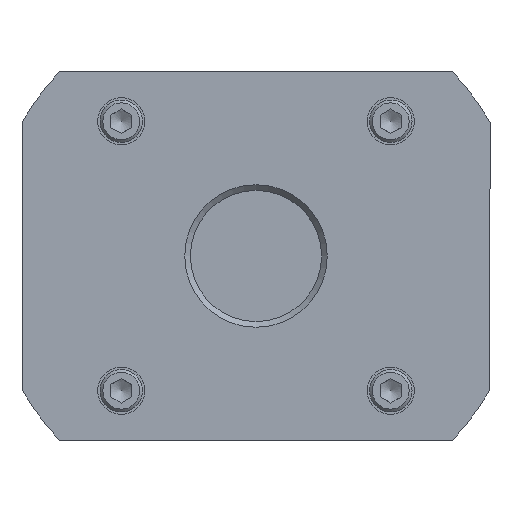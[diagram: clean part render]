
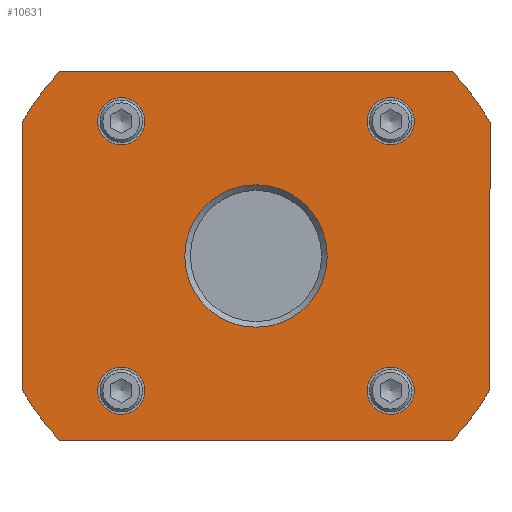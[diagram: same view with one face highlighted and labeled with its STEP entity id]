
A CAD part, front view. The second image highlights one B-rep face of the part: STEP entity #10631.
In plain terms, the highlighted planar face has unit normal (0, -1, 0).
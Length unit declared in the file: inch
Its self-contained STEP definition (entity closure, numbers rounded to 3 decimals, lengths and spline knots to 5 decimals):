
#10485=CARTESIAN_POINT('',(-0.62813,0.,0.));
#10486=VERTEX_POINT('',#10485);
#10487=CARTESIAN_POINT('',(0.0,0.0,0.0));
#10488=DIRECTION('',(0.0,-1.0,0.0));
#10489=DIRECTION('',(1.0,0.0,0.0));
#10490=AXIS2_PLACEMENT_3D('',#10487,#10488,#10489);
#10491=CIRCLE('',#10490,0.62813);
#10492=EDGE_CURVE('',#10486,#10486,#10491,.T.);
#10509=CARTESIAN_POINT('',(0.,0.,0.));
#10510=DIRECTION('',(0.0,1.0,0.0));
#10511=DIRECTION('',(0.0,0.0,-1.0));
#10512=AXIS2_PLACEMENT_3D('',#10509,#10510,#10511);
#10513=PLANE('',#10512);
#10514=CARTESIAN_POINT('',(1.73205,0.,1.625));
#10515=VERTEX_POINT('',#10514);
#10516=CARTESIAN_POINT('',(2.0625,0.,1.17759));
#10517=VERTEX_POINT('',#10516);
#10518=CARTESIAN_POINT('',(0.0,0.0,0.0));
#10519=DIRECTION('',(0.0,1.0,0.0));
#10520=DIRECTION('',(1.0,0.0,0.0));
#10521=AXIS2_PLACEMENT_3D('',#10518,#10519,#10520);
#10522=CIRCLE('',#10521,2.375);
#10523=EDGE_CURVE('',#10515,#10517,#10522,.T.);
#10524=ORIENTED_EDGE('',*,*,#10523,.F.);
#10525=CARTESIAN_POINT('',(-1.73205,0.,1.625));
#10526=VERTEX_POINT('',#10525);
#10527=CARTESIAN_POINT('',(-1.73205,0.,1.625));
#10528=DIRECTION('',(1.0,0.0,0.0));
#10529=VECTOR('',#10528,3.4641);
#10530=LINE('',#10527,#10529);
#10531=EDGE_CURVE('',#10526,#10515,#10530,.T.);
#10532=ORIENTED_EDGE('',*,*,#10531,.F.);
#10533=CARTESIAN_POINT('',(-2.0625,0.,1.17759));
#10534=VERTEX_POINT('',#10533);
#10535=CARTESIAN_POINT('',(0.0,0.0,0.0));
#10536=DIRECTION('',(0.0,1.0,0.0));
#10537=DIRECTION('',(1.0,0.0,0.0));
#10538=AXIS2_PLACEMENT_3D('',#10535,#10536,#10537);
#10539=CIRCLE('',#10538,2.375);
#10540=EDGE_CURVE('',#10534,#10526,#10539,.T.);
#10541=ORIENTED_EDGE('',*,*,#10540,.F.);
#10542=CARTESIAN_POINT('',(-2.0625,0.,-1.17759));
#10543=VERTEX_POINT('',#10542);
#10544=CARTESIAN_POINT('',(-2.0625,0.,-1.17759));
#10545=DIRECTION('',(0.0,0.0,1.0));
#10546=VECTOR('',#10545,2.35518);
#10547=LINE('',#10544,#10546);
#10548=EDGE_CURVE('',#10543,#10534,#10547,.T.);
#10549=ORIENTED_EDGE('',*,*,#10548,.F.);
#10550=CARTESIAN_POINT('',(-1.73205,0.,-1.625));
#10551=VERTEX_POINT('',#10550);
#10552=CARTESIAN_POINT('',(0.0,0.0,0.0));
#10553=DIRECTION('',(0.0,1.0,0.0));
#10554=DIRECTION('',(1.0,0.0,0.0));
#10555=AXIS2_PLACEMENT_3D('',#10552,#10553,#10554);
#10556=CIRCLE('',#10555,2.375);
#10557=EDGE_CURVE('',#10551,#10543,#10556,.T.);
#10558=ORIENTED_EDGE('',*,*,#10557,.F.);
#10559=CARTESIAN_POINT('',(1.73205,0.,-1.625));
#10560=VERTEX_POINT('',#10559);
#10561=CARTESIAN_POINT('',(1.73205,0.,-1.625));
#10562=DIRECTION('',(-1.0,0.0,0.0));
#10563=VECTOR('',#10562,3.4641);
#10564=LINE('',#10561,#10563);
#10565=EDGE_CURVE('',#10560,#10551,#10564,.T.);
#10566=ORIENTED_EDGE('',*,*,#10565,.F.);
#10567=CARTESIAN_POINT('',(2.0625,0.,-1.17759));
#10568=VERTEX_POINT('',#10567);
#10569=CARTESIAN_POINT('',(0.0,0.0,0.0));
#10570=DIRECTION('',(0.0,1.0,0.0));
#10571=DIRECTION('',(1.0,0.0,0.0));
#10572=AXIS2_PLACEMENT_3D('',#10569,#10570,#10571);
#10573=CIRCLE('',#10572,2.375);
#10574=EDGE_CURVE('',#10568,#10560,#10573,.T.);
#10575=ORIENTED_EDGE('',*,*,#10574,.F.);
#10576=CARTESIAN_POINT('',(2.0625,0.,1.17759));
#10577=DIRECTION('',(0.0,0.0,-1.0));
#10578=VECTOR('',#10577,2.35518);
#10579=LINE('',#10576,#10578);
#10580=EDGE_CURVE('',#10517,#10568,#10579,.T.);
#10581=ORIENTED_EDGE('',*,*,#10580,.F.);
#10582=EDGE_LOOP('',(#10524,#10532,#10541,#10549,#10558,#10566,#10575,#10581));
#10583=FACE_OUTER_BOUND('',#10582,.T.);
#10584=CARTESIAN_POINT('',(-1.395,0.,1.1875));
#10585=VERTEX_POINT('',#10584);
#10586=CARTESIAN_POINT('',(-1.1875,0.,1.1875));
#10587=DIRECTION('',(0.0,1.0,0.0));
#10588=DIRECTION('',(-1.0,0.0,0.0));
#10589=AXIS2_PLACEMENT_3D('',#10586,#10587,#10588);
#10590=CIRCLE('',#10589,0.2075);
#10591=EDGE_CURVE('',#10585,#10585,#10590,.T.);
#10592=ORIENTED_EDGE('',*,*,#10591,.T.);
#10593=EDGE_LOOP('',(#10592));
#10594=FACE_BOUND('',#10593,.T.);
#10595=CARTESIAN_POINT('',(0.98,0.,1.1875));
#10596=VERTEX_POINT('',#10595);
#10597=CARTESIAN_POINT('',(1.1875,0.,1.1875));
#10598=DIRECTION('',(0.0,1.0,0.0));
#10599=DIRECTION('',(-1.0,0.0,0.0));
#10600=AXIS2_PLACEMENT_3D('',#10597,#10598,#10599);
#10601=CIRCLE('',#10600,0.2075);
#10602=EDGE_CURVE('',#10596,#10596,#10601,.T.);
#10603=ORIENTED_EDGE('',*,*,#10602,.T.);
#10604=EDGE_LOOP('',(#10603));
#10605=FACE_BOUND('',#10604,.T.);
#10606=CARTESIAN_POINT('',(-1.395,0.,-1.1875));
#10607=VERTEX_POINT('',#10606);
#10608=CARTESIAN_POINT('',(-1.1875,0.,-1.1875));
#10609=DIRECTION('',(0.0,1.0,0.0));
#10610=DIRECTION('',(-1.0,0.0,0.0));
#10611=AXIS2_PLACEMENT_3D('',#10608,#10609,#10610);
#10612=CIRCLE('',#10611,0.2075);
#10613=EDGE_CURVE('',#10607,#10607,#10612,.T.);
#10614=ORIENTED_EDGE('',*,*,#10613,.T.);
#10615=EDGE_LOOP('',(#10614));
#10616=FACE_BOUND('',#10615,.T.);
#10617=CARTESIAN_POINT('',(0.98,0.,-1.1875));
#10618=VERTEX_POINT('',#10617);
#10619=CARTESIAN_POINT('',(1.1875,0.,-1.1875));
#10620=DIRECTION('',(0.0,1.0,0.0));
#10621=DIRECTION('',(-1.0,0.0,0.0));
#10622=AXIS2_PLACEMENT_3D('',#10619,#10620,#10621);
#10623=CIRCLE('',#10622,0.2075);
#10624=EDGE_CURVE('',#10618,#10618,#10623,.T.);
#10625=ORIENTED_EDGE('',*,*,#10624,.T.);
#10626=EDGE_LOOP('',(#10625));
#10627=FACE_BOUND('',#10626,.T.);
#10628=ORIENTED_EDGE('',*,*,#10492,.F.);
#10629=EDGE_LOOP('',(#10628));
#10630=FACE_BOUND('',#10629,.T.);
#10631=ADVANCED_FACE('',(#10583,#10594,#10605,#10616,#10627,#10630),#10513,.F.);
